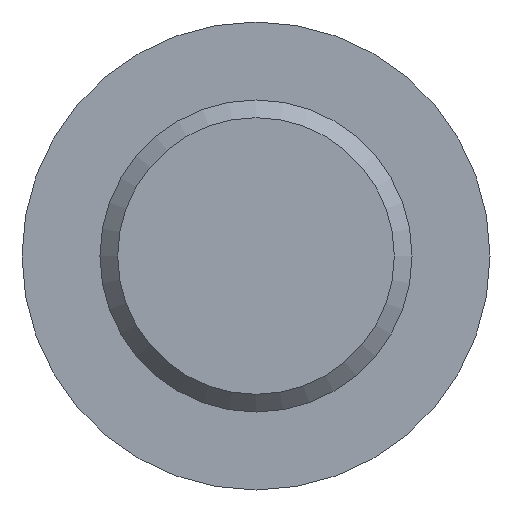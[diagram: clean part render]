
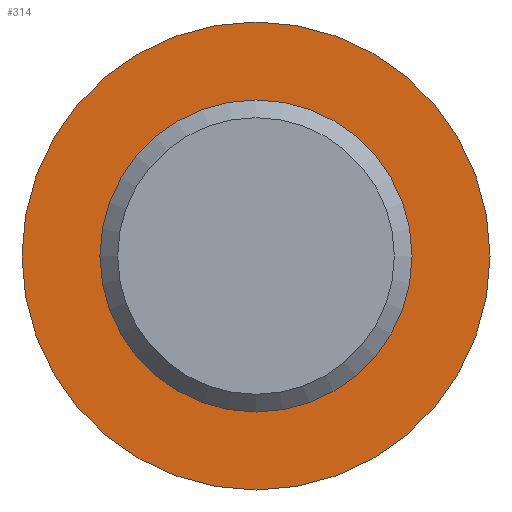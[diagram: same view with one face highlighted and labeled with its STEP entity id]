
A CAD part, front view. The second image highlights one B-rep face of the part: STEP entity #314.
In plain terms, the highlighted planar face has unit normal (0, -1, 0).
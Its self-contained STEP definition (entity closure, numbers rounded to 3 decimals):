
#31 = EDGE_CURVE ( 'NONE', #421, #421, #48, .T. ) ;
#48 = CIRCLE ( 'NONE', #496, 16.5 ) ;
#66 = CARTESIAN_POINT ( 'NONE',  ( 0., 50., -16.5 ) ) ;
#83 = ORIENTED_EDGE ( 'NONE', *, *, #336, .F. ) ;
#102 = DIRECTION ( 'NONE',  ( 0., -1., 0. ) ) ;
#105 = CARTESIAN_POINT ( 'NONE',  ( 0., 50., 0. ) ) ;
#108 = CARTESIAN_POINT ( 'NONE',  ( -11., 50., 0. ) ) ;
#140 = DIRECTION ( 'NONE',  ( 0., 0., -1. ) ) ;
#144 = EDGE_LOOP ( 'NONE', ( #83 ) ) ;
#164 = CIRCLE ( 'NONE', #469, 11. ) ;
#182 = CARTESIAN_POINT ( 'NONE',  ( 0., 50., 0. ) ) ;
#198 = VERTEX_POINT ( 'NONE', #458 ) ;
#284 = DIRECTION ( 'NONE',  ( 0., 0., -1. ) ) ;
#314 = ADVANCED_FACE ( 'NONE', ( #530, #493 ), #324, .F. ) ;
#324 = PLANE ( 'NONE',  #373 ) ;
#336 = EDGE_CURVE ( 'NONE', #198, #198, #164, .T. ) ;
#373 = AXIS2_PLACEMENT_3D ( 'NONE', #108, #448, #446 ) ;
#421 = VERTEX_POINT ( 'NONE', #66 ) ;
#446 = DIRECTION ( 'NONE',  ( 0., 0., 1. ) ) ;
#448 = DIRECTION ( 'NONE',  ( 0., 1., 0. ) ) ;
#458 = CARTESIAN_POINT ( 'NONE',  ( 0., 50., -11. ) ) ;
#469 = AXIS2_PLACEMENT_3D ( 'NONE', #105, #102, #284 ) ;
#493 = FACE_OUTER_BOUND ( 'NONE', #510, .T. ) ;
#496 = AXIS2_PLACEMENT_3D ( 'NONE', #182, #518, #140 ) ;
#510 = EDGE_LOOP ( 'NONE', ( #521 ) ) ;
#518 = DIRECTION ( 'NONE',  ( 0., -1., 0. ) ) ;
#521 = ORIENTED_EDGE ( 'NONE', *, *, #31, .T. ) ;
#530 = FACE_BOUND ( 'NONE', #144, .T. ) ;
